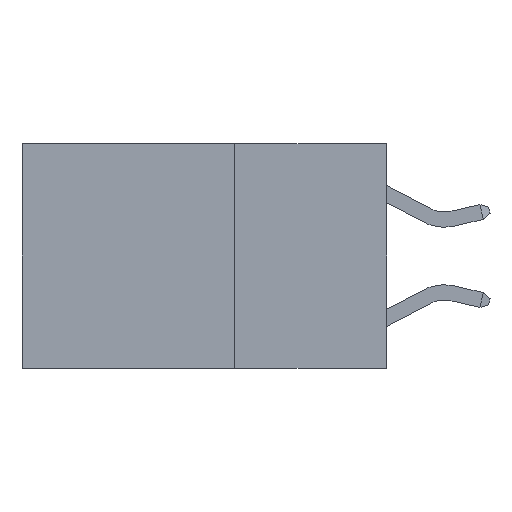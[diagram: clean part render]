
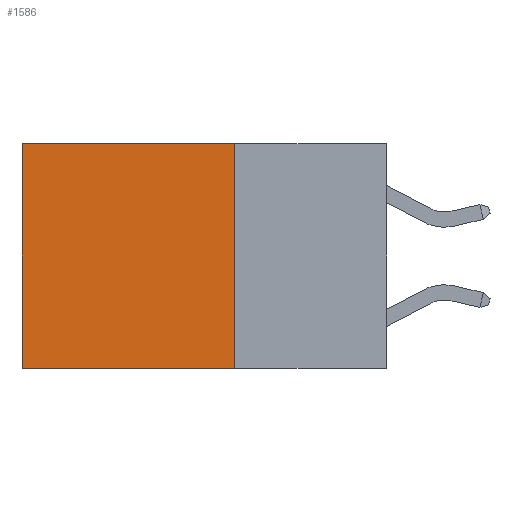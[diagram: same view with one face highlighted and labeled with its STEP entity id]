
A CAD part, left-side view. The second image highlights one B-rep face of the part: STEP entity #1586.
In plain terms, the highlighted planar face has unit normal (-1, 0, 0).
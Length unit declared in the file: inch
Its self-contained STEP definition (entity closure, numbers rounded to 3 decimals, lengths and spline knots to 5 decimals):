
#361 = EDGE_CURVE ( 'NONE', #4172, #3390, #6476, .T. ) ;
#475 = CARTESIAN_POINT ( 'NONE',  ( 0.2625, 0.25, 0. ) ) ;
#725 = DIRECTION ( 'NONE',  ( 0., 0., -1. ) ) ;
#891 = EDGE_CURVE ( 'NONE', #12690, #3690, #5219, .T. ) ;
#1586 = ADVANCED_FACE ( 'NONE', ( #6477 ), #6154, .F. ) ;
#1743 = CARTESIAN_POINT ( 'NONE',  ( 0.2625, 0.6, 0. ) ) ;
#2168 = ORIENTED_EDGE ( 'NONE', *, *, #361, .F. ) ;
#2524 = DIRECTION ( 'NONE',  ( 1., 0., 0. ) ) ;
#2609 = EDGE_CURVE ( 'NONE', #12690, #4172, #5452, .T. ) ;
#3339 = ORIENTED_EDGE ( 'NONE', *, *, #2609, .F. ) ;
#3390 = VERTEX_POINT ( 'NONE', #5217 ) ;
#3690 = VERTEX_POINT ( 'NONE', #13426 ) ;
#3759 = EDGE_LOOP ( 'NONE', ( #6178, #2168, #3339, #7973 ) ) ;
#4172 = VERTEX_POINT ( 'NONE', #8249 ) ;
#4412 = LINE ( 'NONE', #1743, #7620 ) ;
#5217 = CARTESIAN_POINT ( 'NONE',  ( 0.2625, 0.6, -0.37 ) ) ;
#5219 = LINE ( 'NONE', #14839, #15516 ) ;
#5452 = LINE ( 'NONE', #8032, #8895 ) ;
#5711 = AXIS2_PLACEMENT_3D ( 'NONE', #475, #2524, #13485 ) ;
#6154 = PLANE ( 'NONE',  #5711 ) ;
#6178 = ORIENTED_EDGE ( 'NONE', *, *, #13144, .T. ) ;
#6389 = CARTESIAN_POINT ( 'NONE',  ( 0.2625, 0.25, -0.37 ) ) ;
#6476 = LINE ( 'NONE', #6389, #12352 ) ;
#6477 = FACE_OUTER_BOUND ( 'NONE', #3759, .T. ) ;
#7619 = DIRECTION ( 'NONE',  ( 0., 1., 0. ) ) ;
#7620 = VECTOR ( 'NONE', #725, 39.37008 ) ;
#7973 = ORIENTED_EDGE ( 'NONE', *, *, #891, .T. ) ;
#8032 = CARTESIAN_POINT ( 'NONE',  ( 0.2625, 0.25, 0. ) ) ;
#8249 = CARTESIAN_POINT ( 'NONE',  ( 0.2625, 0.25, -0.37 ) ) ;
#8895 = VECTOR ( 'NONE', #15132, 39.37008 ) ;
#12352 = VECTOR ( 'NONE', #13637, 39.37008 ) ;
#12690 = VERTEX_POINT ( 'NONE', #15375 ) ;
#13144 = EDGE_CURVE ( 'NONE', #3690, #3390, #4412, .T. ) ;
#13426 = CARTESIAN_POINT ( 'NONE',  ( 0.2625, 0.6, 0. ) ) ;
#13485 = DIRECTION ( 'NONE',  ( 0., 0., -1. ) ) ;
#13637 = DIRECTION ( 'NONE',  ( 0., 1., 0. ) ) ;
#14839 = CARTESIAN_POINT ( 'NONE',  ( 0.2625, 0.25, 0. ) ) ;
#15132 = DIRECTION ( 'NONE',  ( 0., 0., -1. ) ) ;
#15375 = CARTESIAN_POINT ( 'NONE',  ( 0.2625, 0.25, 0. ) ) ;
#15516 = VECTOR ( 'NONE', #7619, 39.37008 ) ;
